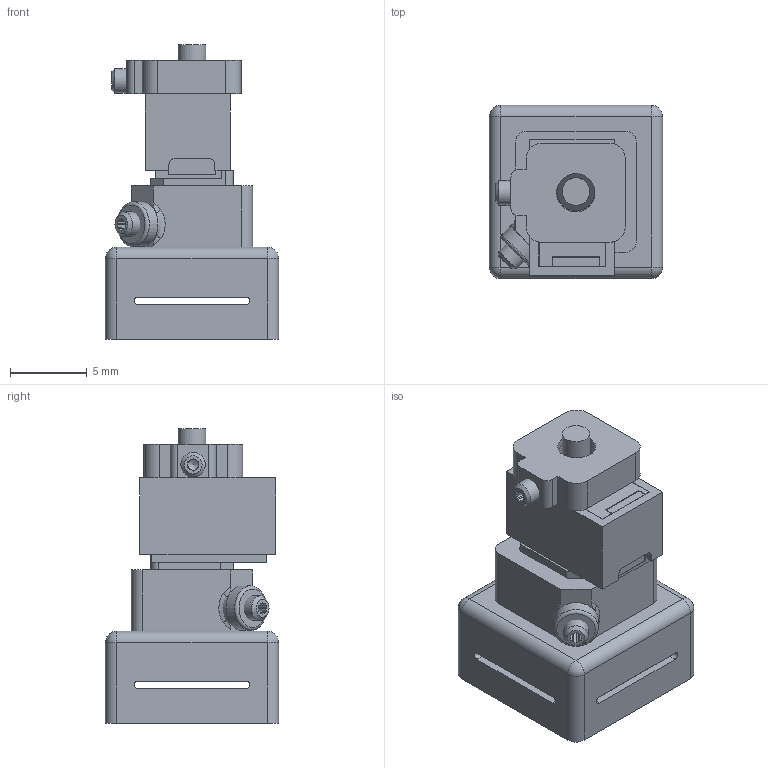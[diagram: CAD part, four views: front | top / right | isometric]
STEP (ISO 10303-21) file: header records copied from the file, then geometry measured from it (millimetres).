
FILE_DESCRIPTION(/* description */ (''),/* implementation_level */ '2;1');
FILE_NAME(/* name */ 'Ass_chroma.stp',/* time_stamp */ '2019-04-24T08:41:11+02:00',/* author */ ('veldhuijzen'),/* organization */ (''),/* preprocessor_version */ 'ST-DEVELOPER v17.2',/* originating_system */ 'Autodesk Inventor 2019',/* authorisation */ '');
FILE_SCHEMA (('AUTOMOTIVE_DESIGN { 1 0 10303 214 3 1 1 }'));
Length unit declared in the file: millimetre
Products named in the file (14): Assembly1; Huistes_printen_chromat; Dichroic; Exitation; product-name; emissie1MM+lens; sleeve_chroma; LED; Grin lens; baseplate NG; ANSI B18.3.6M - M1,6x0,35 x 3; python480; PythonIF2; sensorhuis_koeling
Assembly tree (14 placements, depth 2):
  Assembly1
    Huistes_printen_chromat
    Dichroic
    Exitation
    product-name
    emissie1MM+lens
    sleeve_chroma
    LED
    Grin lens
    baseplate NG
    ANSI B18.3.6M - M1,6x0,35 x 3  x2
    python480
    PythonIF2
    sensorhuis_koeling
Bounding box: 11.3 x 11.3 x 19.2 mm (x, y, z)
Volume: 769 mm3; surface area: 2145.1 mm2
Topology: 12 solids, 12 shells, 276 faces, 710 edges, 464 vertices
Faces by surface type: plane 195, cylinder 59, sphere 8, cone 7, bspline 6, torus 1
Full cylindrical faces by diameter (mm): 0.707 x2, 1.1 x1, 1.25 x1, 1.6 x2, 1.8 x1, 2.3 x2, 2.5 x3, 2.9 x1, 3 x1, 4 x1, 4.05 x1
Entity records: 8403 total; most frequent: CARTESIAN_POINT 1567, DIRECTION 1348, ORIENTED_EDGE 1274, EDGE_CURVE 637, LINE 452, VECTOR 452, AXIS2_PLACEMENT_3D 448, VERTEX_POINT 417
